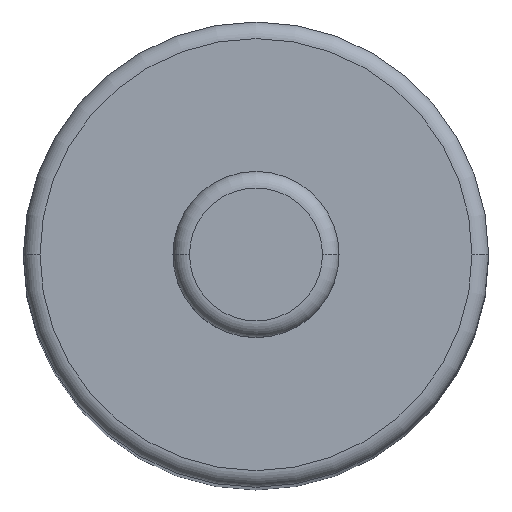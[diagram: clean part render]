
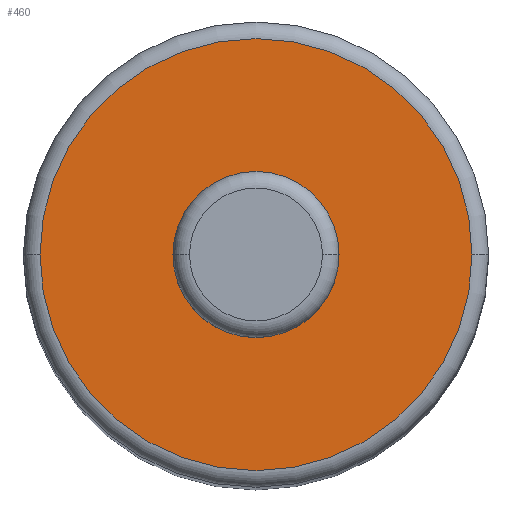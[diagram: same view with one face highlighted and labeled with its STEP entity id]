
A CAD part, top view. The second image highlights one B-rep face of the part: STEP entity #460.
In plain terms, the highlighted planar face has unit normal (0, 0, 1).
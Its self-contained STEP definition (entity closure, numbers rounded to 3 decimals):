
#2 = VERTEX_POINT ( 'NONE', #667 ) ;
#6 = CARTESIAN_POINT ( 'NONE',  ( 0., 0., 47.8 ) ) ;
#34 = FACE_BOUND ( 'NONE', #574, .T. ) ;
#53 = VERTEX_POINT ( 'NONE', #646 ) ;
#65 = DIRECTION ( 'NONE',  ( 1., 0., 0. ) ) ;
#70 = EDGE_LOOP ( 'NONE', ( #341, #143 ) ) ;
#85 = AXIS2_PLACEMENT_3D ( 'NONE', #529, #216, #590 ) ;
#143 = ORIENTED_EDGE ( 'NONE', *, *, #170, .T. ) ;
#163 = ORIENTED_EDGE ( 'NONE', *, *, #175, .F. ) ;
#170 = EDGE_CURVE ( 'NONE', #615, #2, #206, .T. ) ;
#175 = EDGE_CURVE ( 'NONE', #584, #53, #195, .T. ) ;
#178 = CIRCLE ( 'NONE', #416, 2.5 ) ;
#195 = CIRCLE ( 'NONE', #453, 2.5 ) ;
#206 = CIRCLE ( 'NONE', #344, 6.5 ) ;
#214 = PLANE ( 'NONE',  #85 ) ;
#216 = DIRECTION ( 'NONE',  ( 0., 0., 1. ) ) ;
#219 = DIRECTION ( 'NONE',  ( 0., 0., 1. ) ) ;
#250 = AXIS2_PLACEMENT_3D ( 'NONE', #536, #219, #658 ) ;
#258 = CARTESIAN_POINT ( 'NONE',  ( 0., 0., 47.8 ) ) ;
#259 = CARTESIAN_POINT ( 'NONE',  ( -6.5, 0., 47.8 ) ) ;
#274 = DIRECTION ( 'NONE',  ( 1., 0., 0. ) ) ;
#319 = DIRECTION ( 'NONE',  ( 1., 0., 0. ) ) ;
#340 = DIRECTION ( 'NONE',  ( 0., 0., 1. ) ) ;
#341 = ORIENTED_EDGE ( 'NONE', *, *, #628, .T. ) ;
#344 = AXIS2_PLACEMENT_3D ( 'NONE', #543, #340, #274 ) ;
#383 = DIRECTION ( 'NONE',  ( 0., 0., 1. ) ) ;
#416 = AXIS2_PLACEMENT_3D ( 'NONE', #258, #642, #319 ) ;
#423 = EDGE_CURVE ( 'NONE', #53, #584, #178, .T. ) ;
#452 = FACE_OUTER_BOUND ( 'NONE', #70, .T. ) ;
#453 = AXIS2_PLACEMENT_3D ( 'NONE', #6, #383, #65 ) ;
#460 = ADVANCED_FACE ( 'NONE', ( #452, #34 ), #214, .T. ) ;
#470 = CIRCLE ( 'NONE', #250, 6.5 ) ;
#529 = CARTESIAN_POINT ( 'NONE',  ( 0., 0., 47.8 ) ) ;
#536 = CARTESIAN_POINT ( 'NONE',  ( 0., 0., 47.8 ) ) ;
#543 = CARTESIAN_POINT ( 'NONE',  ( 0., 0., 47.8 ) ) ;
#574 = EDGE_LOOP ( 'NONE', ( #163, #607 ) ) ;
#584 = VERTEX_POINT ( 'NONE', #586 ) ;
#586 = CARTESIAN_POINT ( 'NONE',  ( -2.5, 0., 47.8 ) ) ;
#590 = DIRECTION ( 'NONE',  ( 1., 0., 0. ) ) ;
#607 = ORIENTED_EDGE ( 'NONE', *, *, #423, .F. ) ;
#615 = VERTEX_POINT ( 'NONE', #259 ) ;
#628 = EDGE_CURVE ( 'NONE', #2, #615, #470, .T. ) ;
#642 = DIRECTION ( 'NONE',  ( 0., 0., 1. ) ) ;
#646 = CARTESIAN_POINT ( 'NONE',  ( 2.5, 0., 47.8 ) ) ;
#658 = DIRECTION ( 'NONE',  ( 1., 0., 0. ) ) ;
#667 = CARTESIAN_POINT ( 'NONE',  ( 6.5, 0., 47.8 ) ) ;
